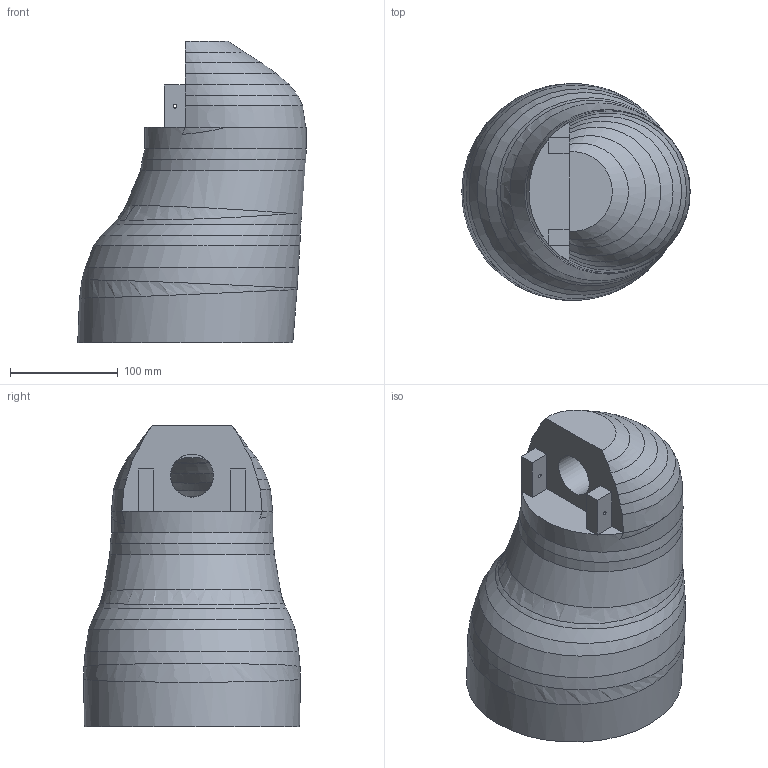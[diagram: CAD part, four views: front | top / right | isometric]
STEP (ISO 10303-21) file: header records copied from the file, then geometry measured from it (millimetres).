
FILE_DESCRIPTION(/* description */ (''),/* implementation_level */ '2;1');
FILE_NAME(/* name */ 'Final Unicorn Body.step',/* time_stamp */ '2025-08-06T02:40:59-04:00',/* author */ (''),/* organization */ (''),/* preprocessor_version */ 'ST-DEVELOPER v20.1',/* originating_system */ 'Autodesk Translation Framework v14.10.0.0',/* authorisation */ '');
FILE_SCHEMA (('AUTOMOTIVE_DESIGN { 1 0 10303 214 3 1 1 }'));
Length unit declared in the file: millimetre
Products named in the file (2): 2025-07-27-23-15-56-233; 2025-07-29-01-59-53-245
Assembly tree (1 placements, depth 2):
  2025-07-27-23-15-56-233
    2025-07-29-01-59-53-245
Bounding box: 212.5 x 201.79 x 280 mm (x, y, z)
Volume: 3668763.3 mm3; surface area: 266551.8 mm2
Topology: 1 solids, 1 shells, 84 faces, 251 edges, 167 vertices
Faces by surface type: bspline 49, plane 24, cylinder 6, torus 5
Full cylindrical faces by diameter (mm): 3.4 x2, 40 x1, 140 x1, 150 x1
Entity records: 7645 total; most frequent: CARTESIAN_POINT 5693, ORIENTED_EDGE 494, DIRECTION 254, EDGE_CURVE 247, VERTEX_POINT 167, B_SPLINE_CURVE_WITH_KNOTS 130, AXIS2_PLACEMENT_3D 99, EDGE_LOOP 90
